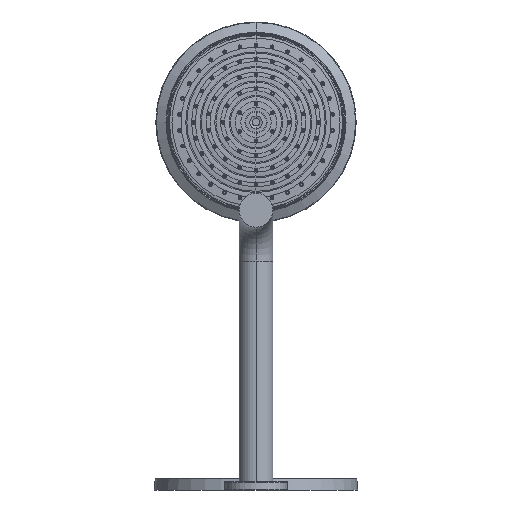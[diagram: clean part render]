
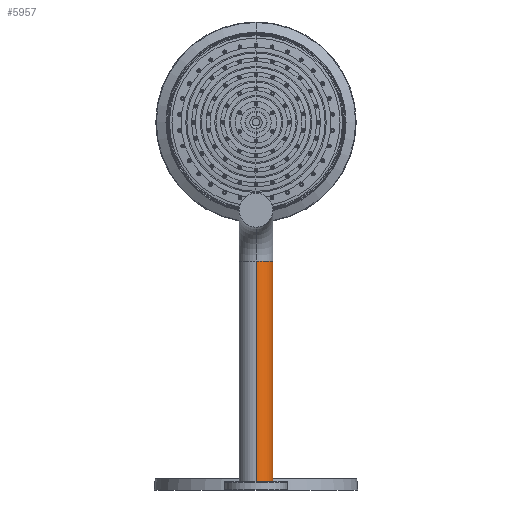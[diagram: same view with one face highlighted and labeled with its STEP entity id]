
A CAD part, front view. The second image highlights one B-rep face of the part: STEP entity #5957.
In plain terms, the highlighted cylindrical face has radius 12.7 mm (diameter 25.4 mm), a partial arc.
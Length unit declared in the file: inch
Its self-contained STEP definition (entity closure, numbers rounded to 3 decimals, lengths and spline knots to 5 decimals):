
#5765=CARTESIAN_POINT('',(0.,-8.,0.25));
#5766=DIRECTION('',(0.,0.,1.));
#5767=DIRECTION('',(0.,-1.,0.));
#5768=AXIS2_PLACEMENT_3D('',#5765,#5766,#5767);
#5770=DIRECTION('',(0.,0.,1.));
#5771=VECTOR('',#5770,6.5);
#5772=CARTESIAN_POINT('',(0.,-8.5,0.25));
#5773=LINE('',#5772,#5771);
#5779=DIRECTION('',(0.,0.,1.));
#5780=VECTOR('',#5779,6.5);
#5781=CARTESIAN_POINT('',(0.,-7.5,0.25));
#5782=LINE('',#5781,#5780);
#5793=CARTESIAN_POINT('',(0.,-8.,6.75));
#5794=DIRECTION('',(0.,0.,1.));
#5795=DIRECTION('',(0.,-1.,0.));
#5796=AXIS2_PLACEMENT_3D('',#5793,#5794,#5795);
#5831=CARTESIAN_POINT('',(0.,-8.5,6.75));
#5832=CARTESIAN_POINT('',(0.,-7.5,6.75));
#5833=VERTEX_POINT('',#5831);
#5834=VERTEX_POINT('',#5832);
#5855=CARTESIAN_POINT('',(0.,-8.5,0.25));
#5856=CARTESIAN_POINT('',(0.,-7.5,0.25));
#5857=VERTEX_POINT('',#5855);
#5858=VERTEX_POINT('',#5856);
#5943=CARTESIAN_POINT('',(0.,-8.,0.105));
#5944=DIRECTION('',(0.,0.,1.));
#5945=DIRECTION('',(0.,-1.,0.));
#5946=AXIS2_PLACEMENT_3D('',#5943,#5944,#5945);
#5947=CYLINDRICAL_SURFACE('',#5946,0.5);
#5948=ORIENTED_EDGE('',*,*,#5870,.F.);
#5950=ORIENTED_EDGE('',*,*,#5949,.T.);
#5952=ORIENTED_EDGE('',*,*,#5951,.T.);
#5954=ORIENTED_EDGE('',*,*,#5953,.F.);
#5955=EDGE_LOOP('',(#5948,#5950,#5952,#5954));
#5956=FACE_OUTER_BOUND('',#5955,.F.);
#5957=ADVANCED_FACE('',(#5956),#5947,.T.);
#5769=CIRCLE('',#5768,0.5);
#5797=CIRCLE('',#5796,0.5);
#5870=EDGE_CURVE('',#5857,#5858,#5769,.T.);
#5949=EDGE_CURVE('',#5857,#5833,#5773,.T.);
#5951=EDGE_CURVE('',#5833,#5834,#5797,.T.);
#5953=EDGE_CURVE('',#5858,#5834,#5782,.T.);
